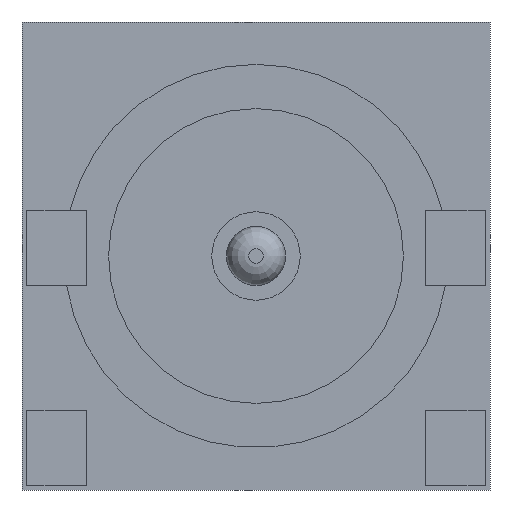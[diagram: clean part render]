
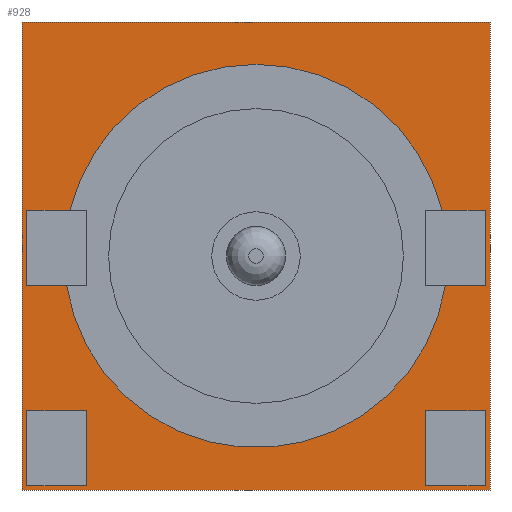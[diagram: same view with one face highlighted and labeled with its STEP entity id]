
A CAD part, left-side view. The second image highlights one B-rep face of the part: STEP entity #928.
In plain terms, the highlighted planar face has unit normal (-1, 0, 0).
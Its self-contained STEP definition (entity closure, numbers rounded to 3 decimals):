
#836 = EDGE_CURVE('',#837,#839,#841,.T.);
#837 = VERTEX_POINT('',#838);
#838 = CARTESIAN_POINT('',(0.,3.175,-2.775));
#839 = VERTEX_POINT('',#840);
#840 = CARTESIAN_POINT('',(0.,-3.175,-2.775));
#841 = LINE('',#842,#843);
#842 = CARTESIAN_POINT('',(0.,8.57,-2.775));
#843 = VECTOR('',#844,1.);
#844 = DIRECTION('',(0.,-1.,0.));
#867 = EDGE_CURVE('',#868,#837,#870,.T.);
#868 = VERTEX_POINT('',#869);
#869 = CARTESIAN_POINT('',(0.,3.175,3.575));
#870 = LINE('',#871,#872);
#871 = CARTESIAN_POINT('',(0.,3.175,5.472));
#872 = VECTOR('',#873,1.);
#873 = DIRECTION('',(0.,-0.,-1.));
#891 = EDGE_CURVE('',#892,#868,#894,.T.);
#892 = VERTEX_POINT('',#893);
#893 = CARTESIAN_POINT('',(0.,-3.175,3.575));
#894 = LINE('',#895,#896);
#895 = CARTESIAN_POINT('',(0.,-7.497,3.575));
#896 = VECTOR('',#897,1.);
#897 = DIRECTION('',(0.,1.,0.));
#915 = EDGE_CURVE('',#839,#892,#916,.T.);
#916 = LINE('',#917,#918);
#917 = CARTESIAN_POINT('',(0.,-3.175,-4.259));
#918 = VECTOR('',#919,1.);
#919 = DIRECTION('',(0.,0.,1.));
#928 = ADVANCED_FACE('',(#929,#935,#969,#1037),#1071,.T.);
#929 = FACE_BOUND('',#930,.F.);
#930 = EDGE_LOOP('',(#931,#932,#933,#934));
#931 = ORIENTED_EDGE('',*,*,#891,.F.);
#932 = ORIENTED_EDGE('',*,*,#915,.F.);
#933 = ORIENTED_EDGE('',*,*,#836,.F.);
#934 = ORIENTED_EDGE('',*,*,#867,.F.);
#935 = FACE_BOUND('',#936,.F.);
#936 = EDGE_LOOP('',(#937,#947,#955,#963));
#937 = ORIENTED_EDGE('',*,*,#938,.F.);
#938 = EDGE_CURVE('',#939,#941,#943,.T.);
#939 = VERTEX_POINT('',#940);
#940 = CARTESIAN_POINT('',(0.,3.11,-1.7));
#941 = VERTEX_POINT('',#942);
#942 = CARTESIAN_POINT('',(0.,2.3,-1.7));
#943 = LINE('',#944,#945);
#944 = CARTESIAN_POINT('',(0.,3.11,-1.7));
#945 = VECTOR('',#946,1.);
#946 = DIRECTION('',(0.,-1.,0.));
#947 = ORIENTED_EDGE('',*,*,#948,.F.);
#948 = EDGE_CURVE('',#949,#939,#951,.T.);
#949 = VERTEX_POINT('',#950);
#950 = CARTESIAN_POINT('',(0.,3.11,-2.72));
#951 = LINE('',#952,#953);
#952 = CARTESIAN_POINT('',(0.,3.11,-2.72));
#953 = VECTOR('',#954,1.);
#954 = DIRECTION('',(0.,0.,1.));
#955 = ORIENTED_EDGE('',*,*,#956,.F.);
#956 = EDGE_CURVE('',#957,#949,#959,.T.);
#957 = VERTEX_POINT('',#958);
#958 = CARTESIAN_POINT('',(0.,2.3,-2.72));
#959 = LINE('',#960,#961);
#960 = CARTESIAN_POINT('',(0.,2.3,-2.72));
#961 = VECTOR('',#962,1.);
#962 = DIRECTION('',(0.,1.,0.));
#963 = ORIENTED_EDGE('',*,*,#964,.F.);
#964 = EDGE_CURVE('',#941,#957,#965,.T.);
#965 = LINE('',#966,#967);
#966 = CARTESIAN_POINT('',(0.,2.3,-1.7));
#967 = VECTOR('',#968,1.);
#968 = DIRECTION('',(0.,-0.,-1.));
#969 = FACE_BOUND('',#970,.F.);
#970 = EDGE_LOOP('',(#971,#981,#990,#998,#1006,#1014,#1023,#1031));
#971 = ORIENTED_EDGE('',*,*,#972,.F.);
#972 = EDGE_CURVE('',#973,#975,#977,.T.);
#973 = VERTEX_POINT('',#974);
#974 = CARTESIAN_POINT('',(0.,-2.525,1.02));
#975 = VERTEX_POINT('',#976);
#976 = CARTESIAN_POINT('',(0.,-3.11,1.02));
#977 = LINE('',#978,#979);
#978 = CARTESIAN_POINT('',(0.,-2.3,1.02));
#979 = VECTOR('',#980,1.);
#980 = DIRECTION('',(0.,-1.,0.));
#981 = ORIENTED_EDGE('',*,*,#982,.T.);
#982 = EDGE_CURVE('',#973,#983,#985,.T.);
#983 = VERTEX_POINT('',#984);
#984 = CARTESIAN_POINT('',(0.,2.525,1.02));
#985 = CIRCLE('',#986,2.6);
#986 = AXIS2_PLACEMENT_3D('',#987,#988,#989);
#987 = CARTESIAN_POINT('',(0.,0.,0.4));
#988 = DIRECTION('',(-1.,0.,0.));
#989 = DIRECTION('',(0.,-1.,0.));
#990 = ORIENTED_EDGE('',*,*,#991,.F.);
#991 = EDGE_CURVE('',#992,#983,#994,.T.);
#992 = VERTEX_POINT('',#993);
#993 = CARTESIAN_POINT('',(0.,3.11,1.02));
#994 = LINE('',#995,#996);
#995 = CARTESIAN_POINT('',(0.,3.11,1.02));
#996 = VECTOR('',#997,1.);
#997 = DIRECTION('',(0.,-1.,0.));
#998 = ORIENTED_EDGE('',*,*,#999,.F.);
#999 = EDGE_CURVE('',#1000,#992,#1002,.T.);
#1000 = VERTEX_POINT('',#1001);
#1001 = CARTESIAN_POINT('',(0.,3.11,0.));
#1002 = LINE('',#1003,#1004);
#1003 = CARTESIAN_POINT('',(0.,3.11,0.));
#1004 = VECTOR('',#1005,1.);
#1005 = DIRECTION('',(0.,0.,1.));
#1006 = ORIENTED_EDGE('',*,*,#1007,.F.);
#1007 = EDGE_CURVE('',#1008,#1000,#1010,.T.);
#1008 = VERTEX_POINT('',#1009);
#1009 = CARTESIAN_POINT('',(0.,2.569,0.));
#1010 = LINE('',#1011,#1012);
#1011 = CARTESIAN_POINT('',(0.,2.3,0.));
#1012 = VECTOR('',#1013,1.);
#1013 = DIRECTION('',(0.,1.,0.));
#1014 = ORIENTED_EDGE('',*,*,#1015,.T.);
#1015 = EDGE_CURVE('',#1008,#1016,#1018,.T.);
#1016 = VERTEX_POINT('',#1017);
#1017 = CARTESIAN_POINT('',(0.,-2.569,0.)
  );
#1018 = CIRCLE('',#1019,2.6);
#1019 = AXIS2_PLACEMENT_3D('',#1020,#1021,#1022);
#1020 = CARTESIAN_POINT('',(0.,0.,0.4));
#1021 = DIRECTION('',(-1.,0.,0.));
#1022 = DIRECTION('',(0.,-1.,0.));
#1023 = ORIENTED_EDGE('',*,*,#1024,.F.);
#1024 = EDGE_CURVE('',#1025,#1016,#1027,.T.);
#1025 = VERTEX_POINT('',#1026);
#1026 = CARTESIAN_POINT('',(0.,-3.11,0.));
#1027 = LINE('',#1028,#1029);
#1028 = CARTESIAN_POINT('',(0.,-3.11,0.));
#1029 = VECTOR('',#1030,1.);
#1030 = DIRECTION('',(0.,1.,0.));
#1031 = ORIENTED_EDGE('',*,*,#1032,.F.);
#1032 = EDGE_CURVE('',#975,#1025,#1033,.T.);
#1033 = LINE('',#1034,#1035);
#1034 = CARTESIAN_POINT('',(0.,-3.11,1.02));
#1035 = VECTOR('',#1036,1.);
#1036 = DIRECTION('',(0.,-0.,-1.));
#1037 = FACE_BOUND('',#1038,.F.);
#1038 = EDGE_LOOP('',(#1039,#1049,#1057,#1065));
#1039 = ORIENTED_EDGE('',*,*,#1040,.F.);
#1040 = EDGE_CURVE('',#1041,#1043,#1045,.T.);
#1041 = VERTEX_POINT('',#1042);
#1042 = CARTESIAN_POINT('',(0.,-2.3,-1.7));
#1043 = VERTEX_POINT('',#1044);
#1044 = CARTESIAN_POINT('',(0.,-3.11,-1.7));
#1045 = LINE('',#1046,#1047);
#1046 = CARTESIAN_POINT('',(0.,-2.3,-1.7));
#1047 = VECTOR('',#1048,1.);
#1048 = DIRECTION('',(0.,-1.,0.));
#1049 = ORIENTED_EDGE('',*,*,#1050,.F.);
#1050 = EDGE_CURVE('',#1051,#1041,#1053,.T.);
#1051 = VERTEX_POINT('',#1052);
#1052 = CARTESIAN_POINT('',(0.,-2.3,-2.72));
#1053 = LINE('',#1054,#1055);
#1054 = CARTESIAN_POINT('',(0.,-2.3,-2.72));
#1055 = VECTOR('',#1056,1.);
#1056 = DIRECTION('',(0.,0.,1.));
#1057 = ORIENTED_EDGE('',*,*,#1058,.F.);
#1058 = EDGE_CURVE('',#1059,#1051,#1061,.T.);
#1059 = VERTEX_POINT('',#1060);
#1060 = CARTESIAN_POINT('',(0.,-3.11,-2.72));
#1061 = LINE('',#1062,#1063);
#1062 = CARTESIAN_POINT('',(0.,-3.11,-2.72));
#1063 = VECTOR('',#1064,1.);
#1064 = DIRECTION('',(0.,1.,0.));
#1065 = ORIENTED_EDGE('',*,*,#1066,.F.);
#1066 = EDGE_CURVE('',#1043,#1059,#1067,.T.);
#1067 = LINE('',#1068,#1069);
#1068 = CARTESIAN_POINT('',(0.,-3.11,-1.7));
#1069 = VECTOR('',#1070,1.);
#1070 = DIRECTION('',(0.,-0.,-1.));
#1071 = PLANE('',#1072);
#1072 = AXIS2_PLACEMENT_3D('',#1073,#1074,#1075);
#1073 = CARTESIAN_POINT('',(0.,0.,0.4));
#1074 = DIRECTION('',(-1.,-0.,0.));
#1075 = DIRECTION('',(0.,-1.,0.));
